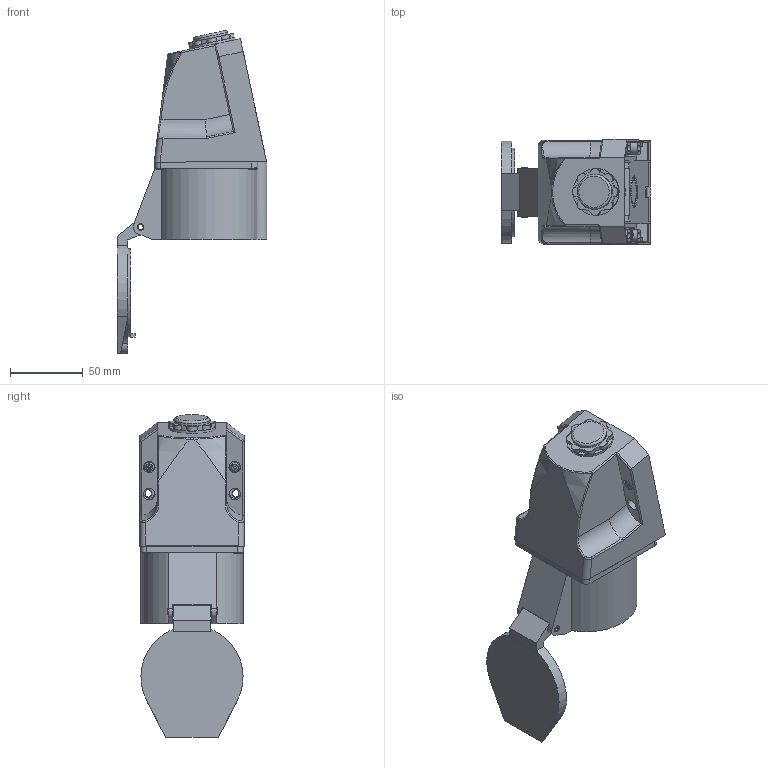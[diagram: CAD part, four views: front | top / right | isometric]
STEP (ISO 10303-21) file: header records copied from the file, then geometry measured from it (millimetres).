
FILE_DESCRIPTION(/* description */ (''),/* implementation_level */ '2;1');
FILE_NAME(/* name */ '红五孔大加底座_stp.stp',/* time_stamp */ '2024-06-23T19:53:57+08:00',/* author */ (''),/* organization */ (''),/* preprocessor_version */ 'ST-DEVELOPER v16',/* originating_system */ 'SIEMENS PLM Software NX 10.0',/* authorisation */ '');
FILE_SCHEMA (('AUTOMOTIVE_DESIGN { 1 0 10303 214 3 1 1 1 }'));
Length unit declared in the file: millimetre
Products named in the file (1): 红五孔大加底座_stp
Bounding box: 102.7 x 71.4 x 221.62 mm (x, y, z)
Volume: 437349.9 mm3; surface area: 132968.9 mm2
Topology: 20 solids, 20 shells, 564 faces, 1419 edges, 935 vertices
Faces by surface type: plane 333, cylinder 179, extrusion 22, torus 14, cone 8, bspline 8
Full cylindrical faces by diameter (mm): 3.5 x5, 4.1 x1, 4.5 x1, 5 x5, 5.4 x4, 5.5 x2, 6.6 x6, 7.3 x12, 8 x4, 9.4 x2, 13.5 x12, 17 x1, 24.25 x1, 25 x1, 32 x1, 52.2 x1, 52.895 x1, 53.6 x1, 55.8 x1, 56.5 x1, 61 x1
Entity records: 17598 total; most frequent: CARTESIAN_POINT 3850, DIRECTION 2795, ORIENTED_EDGE 2592, EDGE_CURVE 1296, AXIS2_PLACEMENT_3D 1002, VERTEX_POINT 906, VECTOR 791, LINE 769
